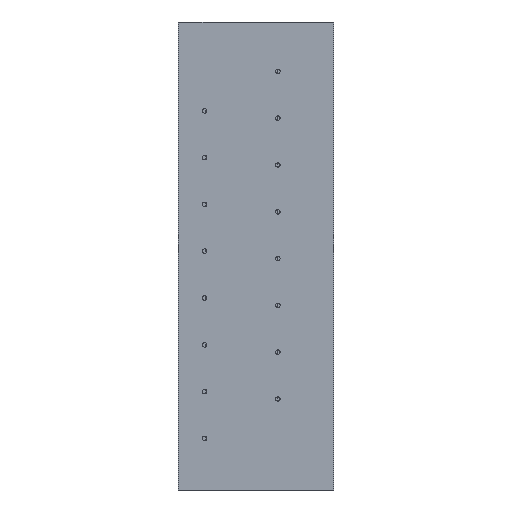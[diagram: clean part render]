
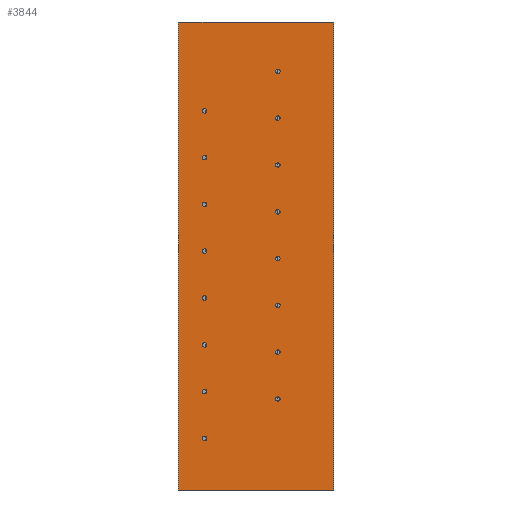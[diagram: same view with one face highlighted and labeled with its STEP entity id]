
A CAD part, front view. The second image highlights one B-rep face of the part: STEP entity #3844.
In plain terms, the highlighted planar face has unit normal (0, -1, 0).
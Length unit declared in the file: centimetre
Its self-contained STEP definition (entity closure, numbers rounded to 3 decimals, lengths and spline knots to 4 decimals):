
#559=VECTOR('',#4976,1.);
#655=VECTOR('',#5128,1.);
#657=VECTOR('',#5131,1.);
#658=VECTOR('',#5132,1.);
#829=LINE('',#6648,#559);
#925=LINE('',#6853,#655);
#927=LINE('',#6857,#657);
#928=LINE('',#6858,#658);
#1042=PLANE('',#4220);
#1257=VERTEX_POINT('',#6426);
#1294=VERTEX_POINT('',#6497);
#1327=VERTEX_POINT('',#6561);
#1328=VERTEX_POINT('',#6567);
#1329=VERTEX_POINT('',#6573);
#1330=VERTEX_POINT('',#6579);
#1331=VERTEX_POINT('',#6585);
#1332=VERTEX_POINT('',#6591);
#1333=VERTEX_POINT('',#6597);
#1334=VERTEX_POINT('',#6603);
#1335=VERTEX_POINT('',#6609);
#1336=VERTEX_POINT('',#6615);
#1337=VERTEX_POINT('',#6621);
#1338=VERTEX_POINT('',#6627);
#1339=VERTEX_POINT('',#6633);
#1340=VERTEX_POINT('',#6639);
#1341=VERTEX_POINT('',#6642);
#1344=VERTEX_POINT('',#6647);
#1409=VERTEX_POINT('',#6852);
#1410=VERTEX_POINT('',#6854);
#1503=CIRCLE('',#4067,0.1229);
#1506=CIRCLE('',#4089,0.1229);
#1509=CIRCLE('',#4109,0.1229);
#1512=CIRCLE('',#4114,0.1229);
#1515=CIRCLE('',#4119,0.1229);
#1518=CIRCLE('',#4124,0.1229);
#1521=CIRCLE('',#4129,0.1229);
#1524=CIRCLE('',#4134,0.1229);
#1527=CIRCLE('',#4139,0.1229);
#1530=CIRCLE('',#4144,0.1229);
#1533=CIRCLE('',#4149,0.1229);
#1536=CIRCLE('',#4154,0.123);
#1539=CIRCLE('',#4159,0.123);
#1542=CIRCLE('',#4164,0.123);
#1545=CIRCLE('',#4169,0.123);
#1548=CIRCLE('',#4174,0.123);
#1861=EDGE_CURVE('',#1257,#1257,#1503,.T.);
#1900=EDGE_CURVE('',#1294,#1294,#1506,.T.);
#1936=EDGE_CURVE('',#1327,#1327,#1509,.T.);
#1939=EDGE_CURVE('',#1328,#1328,#1512,.T.);
#1942=EDGE_CURVE('',#1329,#1329,#1515,.T.);
#1945=EDGE_CURVE('',#1330,#1330,#1518,.T.);
#1948=EDGE_CURVE('',#1331,#1331,#1521,.T.);
#1951=EDGE_CURVE('',#1332,#1332,#1524,.T.);
#1954=EDGE_CURVE('',#1333,#1333,#1527,.T.);
#1957=EDGE_CURVE('',#1334,#1334,#1530,.T.);
#1960=EDGE_CURVE('',#1335,#1335,#1533,.T.);
#1963=EDGE_CURVE('',#1336,#1336,#1536,.T.);
#1966=EDGE_CURVE('',#1337,#1337,#1539,.T.);
#1969=EDGE_CURVE('',#1338,#1338,#1542,.T.);
#1972=EDGE_CURVE('',#1339,#1339,#1545,.T.);
#1975=EDGE_CURVE('',#1340,#1340,#1548,.T.);
#1979=EDGE_CURVE('',#1344,#1341,#829,.T.);
#2083=EDGE_CURVE('',#1410,#1409,#925,.T.);
#2085=EDGE_CURVE('',#1409,#1341,#927,.T.);
#2086=EDGE_CURVE('',#1344,#1410,#928,.T.);
#3039=ORIENTED_EDGE('',*,*,#1861,.T.);
#3040=ORIENTED_EDGE('',*,*,#1900,.T.);
#3041=ORIENTED_EDGE('',*,*,#1936,.T.);
#3042=ORIENTED_EDGE('',*,*,#1939,.T.);
#3043=ORIENTED_EDGE('',*,*,#1942,.T.);
#3044=ORIENTED_EDGE('',*,*,#1945,.T.);
#3045=ORIENTED_EDGE('',*,*,#1948,.T.);
#3046=ORIENTED_EDGE('',*,*,#1951,.T.);
#3047=ORIENTED_EDGE('',*,*,#1954,.T.);
#3048=ORIENTED_EDGE('',*,*,#1957,.T.);
#3049=ORIENTED_EDGE('',*,*,#1960,.T.);
#3050=ORIENTED_EDGE('',*,*,#1963,.T.);
#3051=ORIENTED_EDGE('',*,*,#1966,.T.);
#3052=ORIENTED_EDGE('',*,*,#1969,.T.);
#3053=ORIENTED_EDGE('',*,*,#1972,.T.);
#3054=ORIENTED_EDGE('',*,*,#1975,.T.);
#3055=ORIENTED_EDGE('',*,*,#2085,.T.);
#3056=ORIENTED_EDGE('',*,*,#1979,.F.);
#3057=ORIENTED_EDGE('',*,*,#2086,.T.);
#3058=ORIENTED_EDGE('',*,*,#2083,.T.);
#3388=EDGE_LOOP('',(#3039));
#3389=EDGE_LOOP('',(#3040));
#3390=EDGE_LOOP('',(#3041));
#3391=EDGE_LOOP('',(#3042));
#3392=EDGE_LOOP('',(#3043));
#3393=EDGE_LOOP('',(#3044));
#3394=EDGE_LOOP('',(#3045));
#3395=EDGE_LOOP('',(#3046));
#3396=EDGE_LOOP('',(#3047));
#3397=EDGE_LOOP('',(#3048));
#3398=EDGE_LOOP('',(#3049));
#3399=EDGE_LOOP('',(#3050));
#3400=EDGE_LOOP('',(#3051));
#3401=EDGE_LOOP('',(#3052));
#3402=EDGE_LOOP('',(#3053));
#3403=EDGE_LOOP('',(#3054));
#3404=EDGE_LOOP('',(#3055,#3056,#3057,#3058));
#3652=FACE_BOUND('',#3388,.T.);
#3653=FACE_BOUND('',#3389,.T.);
#3654=FACE_BOUND('',#3390,.T.);
#3655=FACE_BOUND('',#3391,.T.);
#3656=FACE_BOUND('',#3392,.T.);
#3657=FACE_BOUND('',#3393,.T.);
#3658=FACE_BOUND('',#3394,.T.);
#3659=FACE_BOUND('',#3395,.T.);
#3660=FACE_BOUND('',#3396,.T.);
#3661=FACE_BOUND('',#3397,.T.);
#3662=FACE_BOUND('',#3398,.T.);
#3663=FACE_BOUND('',#3399,.T.);
#3664=FACE_BOUND('',#3400,.T.);
#3665=FACE_BOUND('',#3401,.T.);
#3666=FACE_BOUND('',#3402,.T.);
#3667=FACE_BOUND('',#3403,.T.);
#3668=FACE_BOUND('',#3404,.T.);
#3844=ADVANCED_FACE('',(#3652,#3653,#3654,#3655,#3656,#3657,#3658,#3659,
#3660,#3661,#3662,#3663,#3664,#3665,#3666,#3667,#3668),#1042,.T.);
#4067=AXIS2_PLACEMENT_3D('',#6425,#4750,#4751);
#4089=AXIS2_PLACEMENT_3D('',#6496,#4804,#4805);
#4109=AXIS2_PLACEMENT_3D('',#6560,#4853,#4854);
#4114=AXIS2_PLACEMENT_3D('',#6566,#4862,#4863);
#4119=AXIS2_PLACEMENT_3D('',#6572,#4871,#4872);
#4124=AXIS2_PLACEMENT_3D('',#6578,#4880,#4881);
#4129=AXIS2_PLACEMENT_3D('',#6584,#4889,#4890);
#4134=AXIS2_PLACEMENT_3D('',#6590,#4898,#4899);
#4139=AXIS2_PLACEMENT_3D('',#6596,#4907,#4908);
#4144=AXIS2_PLACEMENT_3D('',#6602,#4916,#4917);
#4149=AXIS2_PLACEMENT_3D('',#6608,#4925,#4926);
#4154=AXIS2_PLACEMENT_3D('',#6614,#4934,#4935);
#4159=AXIS2_PLACEMENT_3D('',#6620,#4943,#4944);
#4164=AXIS2_PLACEMENT_3D('',#6626,#4952,#4953);
#4169=AXIS2_PLACEMENT_3D('',#6632,#4961,#4962);
#4174=AXIS2_PLACEMENT_3D('',#6638,#4970,#4971);
#4220=AXIS2_PLACEMENT_3D('',#6856,#5130,$);
#4750=DIRECTION('',(0.,1.,0.));
#4751=DIRECTION('',(0.,0.,-0.123));
#4804=DIRECTION('',(0.,1.,0.));
#4805=DIRECTION('',(0.,0.,-0.123));
#4853=DIRECTION('',(0.,1.,0.));
#4854=DIRECTION('',(0.,0.,-0.123));
#4862=DIRECTION('',(0.,1.,0.));
#4863=DIRECTION('',(0.,0.,-0.123));
#4871=DIRECTION('',(0.,1.,0.));
#4872=DIRECTION('',(0.,0.,-0.123));
#4880=DIRECTION('',(0.,1.,0.));
#4881=DIRECTION('',(0.,0.,-0.123));
#4889=DIRECTION('',(0.,1.,0.));
#4890=DIRECTION('',(0.,0.,-0.123));
#4898=DIRECTION('',(0.,1.,0.));
#4899=DIRECTION('',(0.,0.,-0.123));
#4907=DIRECTION('',(0.,1.,0.));
#4908=DIRECTION('',(0.,0.,-0.123));
#4916=DIRECTION('',(0.,1.,0.));
#4917=DIRECTION('',(0.,0.,-0.123));
#4925=DIRECTION('',(0.,1.,0.));
#4926=DIRECTION('',(0.,0.,-0.123));
#4934=DIRECTION('',(0.,1.,0.));
#4935=DIRECTION('',(0.,0.,-0.123));
#4943=DIRECTION('',(0.,1.,0.));
#4944=DIRECTION('',(0.,0.,-0.123));
#4952=DIRECTION('',(0.,1.,0.));
#4953=DIRECTION('',(0.,0.,-0.123));
#4961=DIRECTION('',(0.,1.,0.));
#4962=DIRECTION('',(0.,0.,-0.123));
#4970=DIRECTION('',(0.,1.,0.));
#4971=DIRECTION('',(0.,0.,-0.123));
#4976=DIRECTION('',(0.,0.,1.));
#5128=DIRECTION('',(0.,0.,1.));
#5130=DIRECTION('',(0.,-1.,0.));
#5131=DIRECTION('',(-1.,0.,0.));
#5132=DIRECTION('',(1.,0.,0.));
#6425=CARTESIAN_POINT('',(1.17,0.,22.72));
#6426=CARTESIAN_POINT('',(1.17,0.,22.5971));
#6496=CARTESIAN_POINT('',(-2.8,0.,20.58));
#6497=CARTESIAN_POINT('',(-2.8,0.,20.4571));
#6560=CARTESIAN_POINT('',(1.17,0.,20.18));
#6561=CARTESIAN_POINT('',(1.17,0.,20.0571));
#6566=CARTESIAN_POINT('',(-2.8,0.,18.04));
#6567=CARTESIAN_POINT('',(-2.8,0.,17.9171));
#6572=CARTESIAN_POINT('',(1.17,0.,17.64));
#6573=CARTESIAN_POINT('',(1.17,0.,17.5171));
#6578=CARTESIAN_POINT('',(-2.8,0.,15.5));
#6579=CARTESIAN_POINT('',(-2.8,0.,15.3771));
#6584=CARTESIAN_POINT('',(1.17,0.,15.1));
#6585=CARTESIAN_POINT('',(1.17,0.,14.9771));
#6590=CARTESIAN_POINT('',(-2.8,0.,12.96));
#6591=CARTESIAN_POINT('',(-2.8,0.,12.8371));
#6596=CARTESIAN_POINT('',(1.17,0.,12.56));
#6597=CARTESIAN_POINT('',(1.17,0.,12.4371));
#6602=CARTESIAN_POINT('',(-2.8,0.,10.42));
#6603=CARTESIAN_POINT('',(-2.8,0.,10.2971));
#6608=CARTESIAN_POINT('',(1.17,0.,10.02));
#6609=CARTESIAN_POINT('',(1.17,0.,9.8971));
#6614=CARTESIAN_POINT('',(-2.8,0.,7.88));
#6615=CARTESIAN_POINT('',(-2.8,0.,7.7571));
#6620=CARTESIAN_POINT('',(1.17,0.,7.48));
#6621=CARTESIAN_POINT('',(1.17,0.,7.3571));
#6626=CARTESIAN_POINT('',(-2.8,0.,5.34));
#6627=CARTESIAN_POINT('',(-2.8,0.,5.2171));
#6632=CARTESIAN_POINT('',(1.17,0.,4.94));
#6633=CARTESIAN_POINT('',(1.17,0.,4.8171));
#6638=CARTESIAN_POINT('',(-2.8,0.,2.8));
#6639=CARTESIAN_POINT('',(-2.8,0.,2.6771));
#6642=CARTESIAN_POINT('',(-4.2,0.,25.4));
#6647=CARTESIAN_POINT('',(-4.2,0.,0.));
#6648=CARTESIAN_POINT('',(-4.2,0.,0.));
#6852=CARTESIAN_POINT('',(4.2,0.,25.4));
#6853=CARTESIAN_POINT('',(4.2,0.,0.));
#6854=CARTESIAN_POINT('',(4.2,0.,0.));
#6856=CARTESIAN_POINT('',(0.,0.,0.));
#6857=CARTESIAN_POINT('',(-4.2,0.,25.4));
#6858=CARTESIAN_POINT('',(-4.2,0.,0.));
